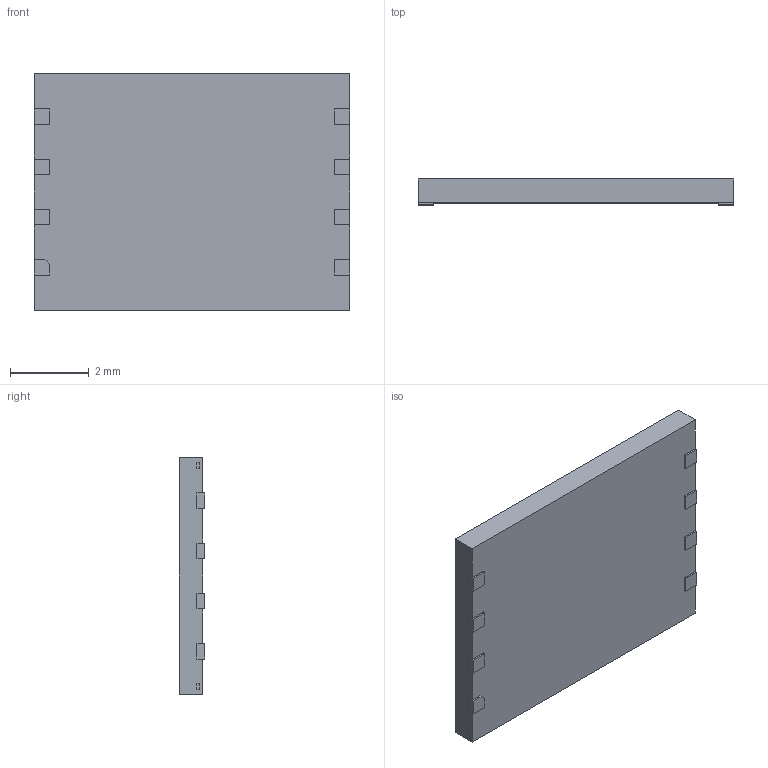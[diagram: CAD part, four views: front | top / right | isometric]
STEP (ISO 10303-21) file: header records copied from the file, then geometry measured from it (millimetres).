
FILE_DESCRIPTION (( 'STEP AP214' ), '1' );
FILE_NAME ('MT29F2G01ABAGDWBITG.STEP', '2023-12-26T16:43:08', ( '' ), ( '' ), 'SwSTEP 2.0', 'SolidWorks 2021', '' );
FILE_SCHEMA (( 'AUTOMOTIVE_DESIGN' ));
Length unit declared in the file: millimetre
Products named in the file (1): MT29F2G01ABAGDWBITG
Bounding box: 8 x 0.65 x 6 mm (x, y, z)
Volume: 28.9 mm3; surface area: 134.9 mm2
Topology: 13 solids, 13 shells, 164 faces, 408 edges, 272 vertices
Faces by surface type: plane 140, cylinder 24
Entity records: 4970 total; most frequent: CARTESIAN_POINT 845, ORIENTED_EDGE 816, DIRECTION 786, EDGE_CURVE 408, VECTOR 360, LINE 360, VERTEX_POINT 272, AXIS2_PLACEMENT_3D 213
